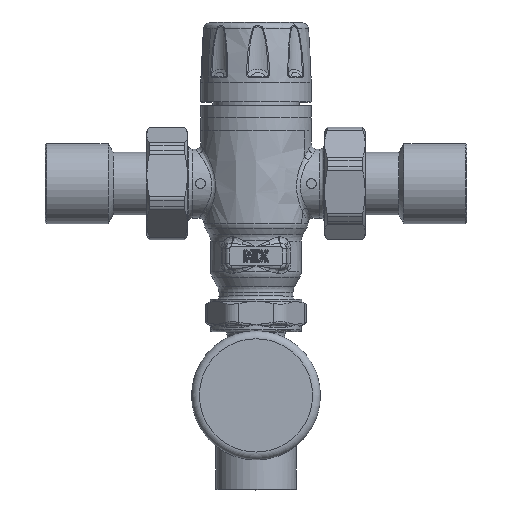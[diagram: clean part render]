
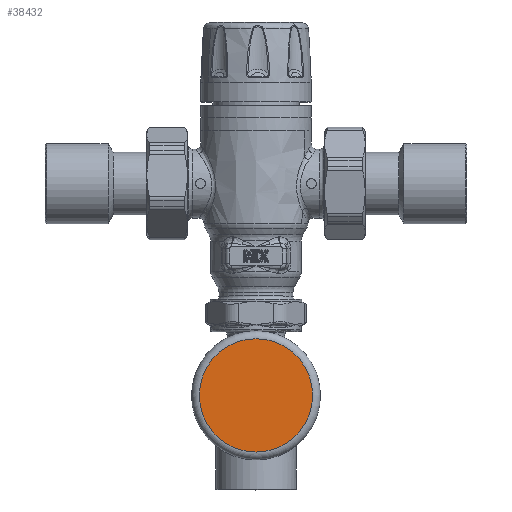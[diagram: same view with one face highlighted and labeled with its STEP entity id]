
A CAD part, top view. The second image highlights one B-rep face of the part: STEP entity #38432.
In plain terms, the highlighted planar face has unit normal (0, 0, 1).
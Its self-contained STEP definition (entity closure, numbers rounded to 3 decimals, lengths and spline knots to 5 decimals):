
#2251=PLANE('',#41968);
#4185=FACE_OUTER_BOUND('',#6585,.T.);
#6585=EDGE_LOOP('',(#31447));
#8623=CIRCLE('',#41962,0.905);
#16588=VERTEX_POINT('',#113134);
#21598=EDGE_CURVE('',#16588,#16588,#8623,.T.);
#31447=ORIENTED_EDGE('',*,*,#21598,.F.);
#38432=ADVANCED_FACE('',(#4185),#2251,.T.);
#41962=AXIS2_PLACEMENT_3D('',#113135,#50396,#50397);
#41968=AXIS2_PLACEMENT_3D('',#113145,#50409,#50410);
#50396=DIRECTION('center_axis',(0.,0.,-1.));
#50397=DIRECTION('ref_axis',(0.,1.,0.));
#50409=DIRECTION('center_axis',(0.,0.,1.));
#50410=DIRECTION('ref_axis',(0.,-1.,0.));
#113134=CARTESIAN_POINT('',(0.,-2.48083,1.4924));
#113135=CARTESIAN_POINT('Origin',(0.,-3.38583,1.4924));
#113145=CARTESIAN_POINT('Origin',(0.,-3.38583,1.4924));
